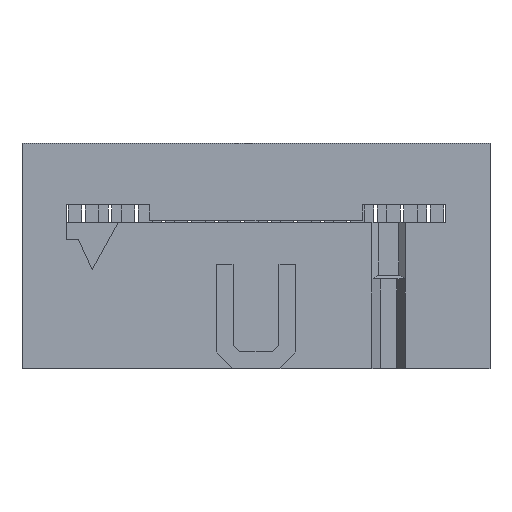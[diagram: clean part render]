
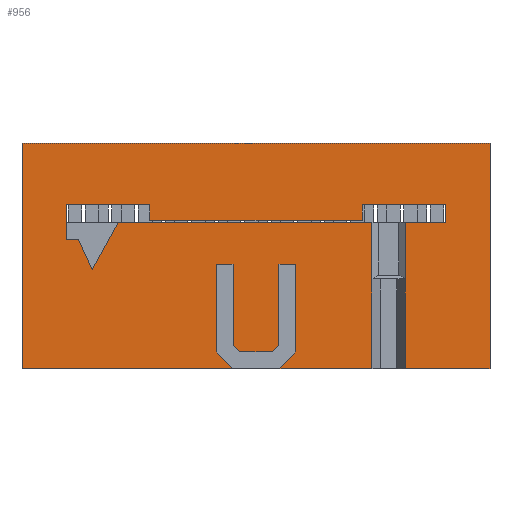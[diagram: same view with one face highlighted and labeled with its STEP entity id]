
A CAD part, top view. The second image highlights one B-rep face of the part: STEP entity #956.
In plain terms, the highlighted planar face has unit normal (0, 0, 1).
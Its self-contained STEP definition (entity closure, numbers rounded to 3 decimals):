
#956=ADVANCED_FACE('',(#1496),#1227,.T.);
#1227=PLANE('',#6371);
#1496=FACE_OUTER_BOUND('',#1764,.T.);
#1764=EDGE_LOOP('',(#2255,#2256,#2257,#2258,#2259,#2260,#2261,#2262,#2263,
#2264,#2265,#2266,#2267,#2268,#2269,#2270,#2271,#2272,#2273,#2274,#2275,
#2276,#2277,#2278,#2279,#2280,#2281,#2282,#2283,#2284,#2285,#2286,#2287));
#2255=ORIENTED_EDGE('',*,*,#4183,.F.);
#2256=ORIENTED_EDGE('',*,*,#4184,.T.);
#2257=ORIENTED_EDGE('',*,*,#4185,.F.);
#2258=ORIENTED_EDGE('',*,*,#4186,.T.);
#2259=ORIENTED_EDGE('',*,*,#4187,.F.);
#2260=ORIENTED_EDGE('',*,*,#4188,.F.);
#2261=ORIENTED_EDGE('',*,*,#4189,.F.);
#2262=ORIENTED_EDGE('',*,*,#4190,.T.);
#2263=ORIENTED_EDGE('',*,*,#4191,.T.);
#2264=ORIENTED_EDGE('',*,*,#4192,.T.);
#2265=ORIENTED_EDGE('',*,*,#4193,.T.);
#2266=ORIENTED_EDGE('',*,*,#4194,.T.);
#2267=ORIENTED_EDGE('',*,*,#4195,.T.);
#2268=ORIENTED_EDGE('',*,*,#4196,.T.);
#2269=ORIENTED_EDGE('',*,*,#4197,.T.);
#2270=ORIENTED_EDGE('',*,*,#4198,.T.);
#2271=ORIENTED_EDGE('',*,*,#4199,.T.);
#2272=ORIENTED_EDGE('',*,*,#4200,.T.);
#2273=ORIENTED_EDGE('',*,*,#4201,.F.);
#2274=ORIENTED_EDGE('',*,*,#4202,.F.);
#2275=ORIENTED_EDGE('',*,*,#4203,.T.);
#2276=ORIENTED_EDGE('',*,*,#4204,.F.);
#2277=ORIENTED_EDGE('',*,*,#4205,.T.);
#2278=ORIENTED_EDGE('',*,*,#4206,.T.);
#2279=ORIENTED_EDGE('',*,*,#4207,.T.);
#2280=ORIENTED_EDGE('',*,*,#4208,.F.);
#2281=ORIENTED_EDGE('',*,*,#4209,.F.);
#2282=ORIENTED_EDGE('',*,*,#4210,.T.);
#2283=ORIENTED_EDGE('',*,*,#4211,.T.);
#2284=ORIENTED_EDGE('',*,*,#4212,.T.);
#2285=ORIENTED_EDGE('',*,*,#4213,.F.);
#2286=ORIENTED_EDGE('',*,*,#4214,.T.);
#2287=ORIENTED_EDGE('',*,*,#4215,.F.);
#3645=VERTEX_POINT('',#8151);
#3646=VERTEX_POINT('',#8152);
#3647=VERTEX_POINT('',#8154);
#3648=VERTEX_POINT('',#8156);
#3649=VERTEX_POINT('',#8158);
#3650=VERTEX_POINT('',#8160);
#3651=VERTEX_POINT('',#8162);
#3652=VERTEX_POINT('',#8164);
#3653=VERTEX_POINT('',#8166);
#3654=VERTEX_POINT('',#8168);
#3655=VERTEX_POINT('',#8170);
#3656=VERTEX_POINT('',#8172);
#3657=VERTEX_POINT('',#8174);
#3658=VERTEX_POINT('',#8176);
#3659=VERTEX_POINT('',#8178);
#3660=VERTEX_POINT('',#8180);
#3661=VERTEX_POINT('',#8182);
#3662=VERTEX_POINT('',#8184);
#3663=VERTEX_POINT('',#8186);
#3664=VERTEX_POINT('',#8188);
#3665=VERTEX_POINT('',#8190);
#3666=VERTEX_POINT('',#8192);
#3667=VERTEX_POINT('',#8194);
#3668=VERTEX_POINT('',#8196);
#3669=VERTEX_POINT('',#8198);
#3670=VERTEX_POINT('',#8200);
#3671=VERTEX_POINT('',#8202);
#3672=VERTEX_POINT('',#8204);
#3673=VERTEX_POINT('',#8206);
#3674=VERTEX_POINT('',#8208);
#3675=VERTEX_POINT('',#8210);
#3676=VERTEX_POINT('',#8212);
#3677=VERTEX_POINT('',#8214);
#4183=EDGE_CURVE('',#3645,#3646,#4938,.T.);
#4184=EDGE_CURVE('',#3645,#3647,#4939,.T.);
#4185=EDGE_CURVE('',#3648,#3647,#4940,.T.);
#4186=EDGE_CURVE('',#3648,#3649,#4941,.T.);
#4187=EDGE_CURVE('',#3650,#3649,#4942,.T.);
#4188=EDGE_CURVE('',#3651,#3650,#4943,.T.);
#4189=EDGE_CURVE('',#3652,#3651,#4944,.T.);
#4190=EDGE_CURVE('',#3652,#3653,#4945,.T.);
#4191=EDGE_CURVE('',#3653,#3654,#4946,.T.);
#4192=EDGE_CURVE('',#3654,#3655,#4947,.T.);
#4193=EDGE_CURVE('',#3655,#3656,#4948,.T.);
#4194=EDGE_CURVE('',#3656,#3657,#4949,.T.);
#4195=EDGE_CURVE('',#3657,#3658,#4950,.T.);
#4196=EDGE_CURVE('',#3658,#3659,#4951,.T.);
#4197=EDGE_CURVE('',#3659,#3660,#4952,.T.);
#4198=EDGE_CURVE('',#3660,#3661,#4953,.T.);
#4199=EDGE_CURVE('',#3661,#3662,#4954,.T.);
#4200=EDGE_CURVE('',#3662,#3663,#4955,.T.);
#4201=EDGE_CURVE('',#3664,#3663,#4956,.T.);
#4202=EDGE_CURVE('',#3665,#3664,#4957,.T.);
#4203=EDGE_CURVE('',#3665,#3666,#4958,.T.);
#4204=EDGE_CURVE('',#3667,#3666,#4959,.T.);
#4205=EDGE_CURVE('',#3667,#3668,#4960,.T.);
#4206=EDGE_CURVE('',#3668,#3669,#4961,.T.);
#4207=EDGE_CURVE('',#3669,#3670,#4962,.T.);
#4208=EDGE_CURVE('',#3671,#3670,#4963,.T.);
#4209=EDGE_CURVE('',#3672,#3671,#4964,.T.);
#4210=EDGE_CURVE('',#3672,#3673,#4965,.T.);
#4211=EDGE_CURVE('',#3673,#3674,#4966,.T.);
#4212=EDGE_CURVE('',#3674,#3675,#4967,.T.);
#4213=EDGE_CURVE('',#3676,#3675,#4968,.T.);
#4214=EDGE_CURVE('',#3676,#3677,#4969,.T.);
#4215=EDGE_CURVE('',#3646,#3677,#4970,.T.);
#4938=LINE('',#8150,#5689);
#4939=LINE('',#8153,#5690);
#4940=LINE('',#8155,#5691);
#4941=LINE('',#8157,#5692);
#4942=LINE('',#8159,#5693);
#4943=LINE('',#8161,#5694);
#4944=LINE('',#8163,#5695);
#4945=LINE('',#8165,#5696);
#4946=LINE('',#8167,#5697);
#4947=LINE('',#8169,#5698);
#4948=LINE('',#8171,#5699);
#4949=LINE('',#8173,#5700);
#4950=LINE('',#8175,#5701);
#4951=LINE('',#8177,#5702);
#4952=LINE('',#8179,#5703);
#4953=LINE('',#8181,#5704);
#4954=LINE('',#8183,#5705);
#4955=LINE('',#8185,#5706);
#4956=LINE('',#8187,#5707);
#4957=LINE('',#8189,#5708);
#4958=LINE('',#8191,#5709);
#4959=LINE('',#8193,#5710);
#4960=LINE('',#8195,#5711);
#4961=LINE('',#8197,#5712);
#4962=LINE('',#8199,#5713);
#4963=LINE('',#8201,#5714);
#4964=LINE('',#8203,#5715);
#4965=LINE('',#8205,#5716);
#4966=LINE('',#8207,#5717);
#4967=LINE('',#8209,#5718);
#4968=LINE('',#8211,#5719);
#4969=LINE('',#8213,#5720);
#4970=LINE('',#8215,#5721);
#5689=VECTOR('',#6818,1.);
#5690=VECTOR('',#6819,1.);
#5691=VECTOR('',#6820,1.);
#5692=VECTOR('',#6821,1.);
#5693=VECTOR('',#6822,1.);
#5694=VECTOR('',#6823,1.);
#5695=VECTOR('',#6824,1.);
#5696=VECTOR('',#6825,1.);
#5697=VECTOR('',#6826,1.);
#5698=VECTOR('',#6827,1.);
#5699=VECTOR('',#6828,1.);
#5700=VECTOR('',#6829,1.);
#5701=VECTOR('',#6830,1.);
#5702=VECTOR('',#6831,1.);
#5703=VECTOR('',#6832,1.);
#5704=VECTOR('',#6833,1.);
#5705=VECTOR('',#6834,1.);
#5706=VECTOR('',#6835,1.);
#5707=VECTOR('',#6836,1.);
#5708=VECTOR('',#6837,1.);
#5709=VECTOR('',#6838,1.);
#5710=VECTOR('',#6839,1.);
#5711=VECTOR('',#6840,1.);
#5712=VECTOR('',#6841,1.);
#5713=VECTOR('',#6842,1.);
#5714=VECTOR('',#6843,1.);
#5715=VECTOR('',#6844,1.);
#5716=VECTOR('',#6845,1.);
#5717=VECTOR('',#6846,1.);
#5718=VECTOR('',#6847,1.);
#5719=VECTOR('',#6848,1.);
#5720=VECTOR('',#6849,1.);
#5721=VECTOR('',#6850,1.);
#6371=AXIS2_PLACEMENT_3D('',#8216,#6851,#6852);
#6818=DIRECTION('',(0.,1.,0.));
#6819=DIRECTION('',(0.,-1.,0.));
#6820=DIRECTION('',(-1.,0.,0.));
#6821=DIRECTION('',(0.,1.,0.));
#6822=DIRECTION('',(1.,0.,0.));
#6823=DIRECTION('',(0.,1.,0.));
#6824=DIRECTION('',(-1.,0.,0.));
#6825=DIRECTION('',(-0.707,0.707,0.));
#6826=DIRECTION('',(0.,1.,0.));
#6827=DIRECTION('',(1.,0.,0.));
#6828=DIRECTION('',(0.,-1.,0.));
#6829=DIRECTION('',(0.707,-0.707,0.));
#6830=DIRECTION('',(1.,0.,0.));
#6831=DIRECTION('',(0.707,0.707,0.));
#6832=DIRECTION('',(0.,1.,0.));
#6833=DIRECTION('',(1.,0.,0.));
#6834=DIRECTION('',(0.,-1.,0.));
#6835=DIRECTION('',(-0.707,-0.707,0.));
#6836=DIRECTION('',(-1.,0.,0.));
#6837=DIRECTION('',(0.,-1.,0.));
#6838=DIRECTION('',(0.,1.,0.));
#6839=DIRECTION('',(1.,0.,0.));
#6840=DIRECTION('',(-0.486,-0.874,0.));
#6841=DIRECTION('',(-0.416,0.91,0.));
#6842=DIRECTION('',(-1.,0.,0.));
#6843=DIRECTION('',(0.,-1.,0.));
#6844=DIRECTION('',(-1.,0.,0.));
#6845=DIRECTION('',(0.,-1.,0.));
#6846=DIRECTION('',(1.,0.,0.));
#6847=DIRECTION('',(0.,1.,0.));
#6848=DIRECTION('',(-1.,0.,0.));
#6849=DIRECTION('',(0.,-1.,0.));
#6850=DIRECTION('',(1.,0.,0.));
#6851=DIRECTION('',(0.,0.,1.));
#6852=DIRECTION('',(1.,0.,0.));
#8150=CARTESIAN_POINT('',(18.35,4.3,6.1));
#8151=CARTESIAN_POINT('',(18.35,4.3,6.1));
#8152=CARTESIAN_POINT('',(18.35,7.,6.1));
#8153=CARTESIAN_POINT('',(18.35,7.6,6.1));
#8154=CARTESIAN_POINT('',(18.35,0.,6.1));
#8155=CARTESIAN_POINT('',(22.4,0.,6.1));
#8156=CARTESIAN_POINT('',(22.4,0.,6.1));
#8157=CARTESIAN_POINT('',(22.4,0.,6.1));
#8158=CARTESIAN_POINT('',(22.4,10.8,6.1));
#8159=CARTESIAN_POINT('',(0.,10.8,6.1));
#8160=CARTESIAN_POINT('',(0.,10.8,6.1));
#8161=CARTESIAN_POINT('',(0.,0.,6.1));
#8162=CARTESIAN_POINT('',(0.,0.,6.1));
#8163=CARTESIAN_POINT('',(10.1,0.,6.1));
#8164=CARTESIAN_POINT('',(10.1,0.,6.1));
#8165=CARTESIAN_POINT('',(10.1,0.,6.1));
#8166=CARTESIAN_POINT('',(9.3,0.8,6.1));
#8167=CARTESIAN_POINT('',(9.3,0.8,6.1));
#8168=CARTESIAN_POINT('',(9.3,5.,6.1));
#8169=CARTESIAN_POINT('',(9.3,5.,6.1));
#8170=CARTESIAN_POINT('',(10.1,5.,6.1));
#8171=CARTESIAN_POINT('',(10.1,5.,6.1));
#8172=CARTESIAN_POINT('',(10.1,1.131,6.1));
#8173=CARTESIAN_POINT('',(10.1,1.131,6.1));
#8174=CARTESIAN_POINT('',(10.431,0.8,6.1));
#8175=CARTESIAN_POINT('',(10.431,0.8,6.1));
#8176=CARTESIAN_POINT('',(11.969,0.8,6.1));
#8177=CARTESIAN_POINT('',(11.969,0.8,6.1));
#8178=CARTESIAN_POINT('',(12.3,1.131,6.1));
#8179=CARTESIAN_POINT('',(12.3,1.131,6.1));
#8180=CARTESIAN_POINT('',(12.3,5.,6.1));
#8181=CARTESIAN_POINT('',(12.3,5.,6.1));
#8182=CARTESIAN_POINT('',(13.1,5.,6.1));
#8183=CARTESIAN_POINT('',(13.1,5.,6.1));
#8184=CARTESIAN_POINT('',(13.1,0.8,6.1));
#8185=CARTESIAN_POINT('',(13.1,0.8,6.1));
#8186=CARTESIAN_POINT('',(12.3,0.,6.1));
#8187=CARTESIAN_POINT('',(22.4,0.,6.1));
#8188=CARTESIAN_POINT('',(16.75,0.,6.1));
#8189=CARTESIAN_POINT('',(16.75,7.6,6.1));
#8190=CARTESIAN_POINT('',(16.75,4.3,6.1));
#8191=CARTESIAN_POINT('',(16.75,4.3,6.1));
#8192=CARTESIAN_POINT('',(16.75,7.,6.1));
#8193=CARTESIAN_POINT('',(4.61,7.,6.1));
#8194=CARTESIAN_POINT('',(4.61,7.,6.1));
#8195=CARTESIAN_POINT('',(4.61,7.,6.1));
#8196=CARTESIAN_POINT('',(3.36,4.75,6.1));
#8197=CARTESIAN_POINT('',(3.36,4.75,6.1));
#8198=CARTESIAN_POINT('',(2.697,6.2,6.1));
#8199=CARTESIAN_POINT('',(2.697,6.2,6.1));
#8200=CARTESIAN_POINT('',(2.11,6.2,6.1));
#8201=CARTESIAN_POINT('',(2.11,7.85,6.1));
#8202=CARTESIAN_POINT('',(2.11,7.85,6.1));
#8203=CARTESIAN_POINT('',(6.12,7.85,6.1));
#8204=CARTESIAN_POINT('',(6.12,7.85,6.1));
#8205=CARTESIAN_POINT('',(6.12,7.85,6.1));
#8206=CARTESIAN_POINT('',(6.12,7.1,6.1));
#8207=CARTESIAN_POINT('',(6.12,7.1,6.1));
#8208=CARTESIAN_POINT('',(16.28,7.1,6.1));
#8209=CARTESIAN_POINT('',(16.28,7.1,6.1));
#8210=CARTESIAN_POINT('',(16.28,7.85,6.1));
#8211=CARTESIAN_POINT('',(20.29,7.85,6.1));
#8212=CARTESIAN_POINT('',(20.29,7.85,6.1));
#8213=CARTESIAN_POINT('',(20.29,7.85,6.1));
#8214=CARTESIAN_POINT('',(20.29,7.,6.1));
#8215=CARTESIAN_POINT('',(4.61,7.,6.1));
#8216=CARTESIAN_POINT('',(-0.76,-0.74,6.1));
